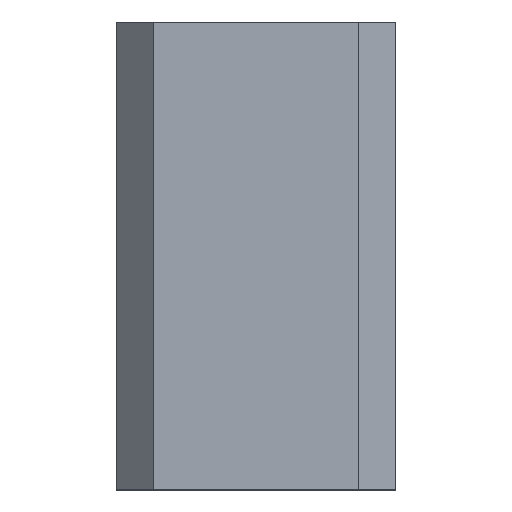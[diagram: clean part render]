
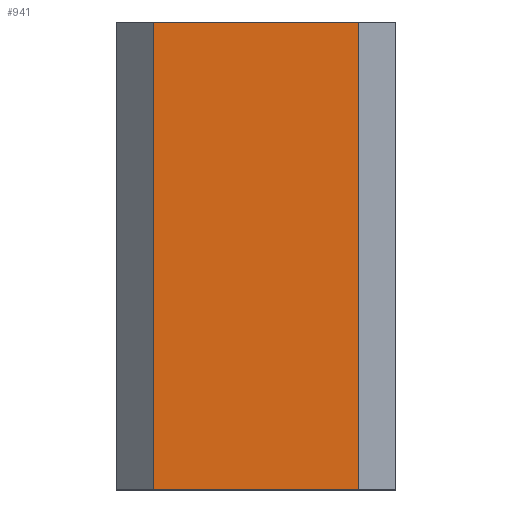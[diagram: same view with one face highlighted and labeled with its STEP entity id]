
A CAD part, front view. The second image highlights one B-rep face of the part: STEP entity #941.
In plain terms, the highlighted planar face has unit normal (0, -1, 0).
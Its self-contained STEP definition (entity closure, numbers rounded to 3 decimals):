
#64=FACE_OUTER_BOUND('',#120,.T.);
#120=EDGE_LOOP('',(#640,#641,#642,#643));
#189=LINE('',#1362,#300);
#192=LINE('',#1370,#303);
#195=LINE('',#1376,#306);
#196=LINE('',#1377,#307);
#300=VECTOR('',#1092,10.);
#303=VECTOR('',#1099,10.);
#306=VECTOR('',#1104,10.);
#307=VECTOR('',#1105,10.);
#411=VERTEX_POINT('',#1359);
#412=VERTEX_POINT('',#1361);
#415=VERTEX_POINT('',#1369);
#417=VERTEX_POINT('',#1375);
#499=EDGE_CURVE('',#412,#411,#189,.T.);
#503=EDGE_CURVE('',#412,#415,#192,.T.);
#506=EDGE_CURVE('',#417,#411,#195,.T.);
#507=EDGE_CURVE('',#415,#417,#196,.T.);
#640=ORIENTED_EDGE('',*,*,#499,.T.);
#641=ORIENTED_EDGE('',*,*,#506,.F.);
#642=ORIENTED_EDGE('',*,*,#507,.F.);
#643=ORIENTED_EDGE('',*,*,#503,.F.);
#897=PLANE('',#1011);
#941=ADVANCED_FACE('',(#64),#897,.T.);
#1011=AXIS2_PLACEMENT_3D('',#1374,#1102,#1103);
#1092=DIRECTION('',(1.,0.,0.));
#1099=DIRECTION('',(0.,0.,1.));
#1102=DIRECTION('center_axis',(0.,-1.,0.));
#1103=DIRECTION('ref_axis',(0.,0.,
-1.));
#1104=DIRECTION('',(0.,0.,-1.));
#1105=DIRECTION('',(1.,0.,0.));
#1359=CARTESIAN_POINT('',(-80.45,-154.3,-36.5));
#1361=CARTESIAN_POINT('',(-102.45,-154.3,-36.5));
#1362=CARTESIAN_POINT('',(-91.45,-154.3,-36.5));
#1369=CARTESIAN_POINT('',(-102.45,-154.3,13.7));
#1370=CARTESIAN_POINT('',(-102.45,-154.3,1.5));
#1374=CARTESIAN_POINT('Origin',(-91.45,-154.3,-6.));
#1375=CARTESIAN_POINT('',(-80.45,-154.3,13.7));
#1376=CARTESIAN_POINT('',(-80.45,-154.3,-37.2));
#1377=CARTESIAN_POINT('',(-91.45,-154.3,13.7));
